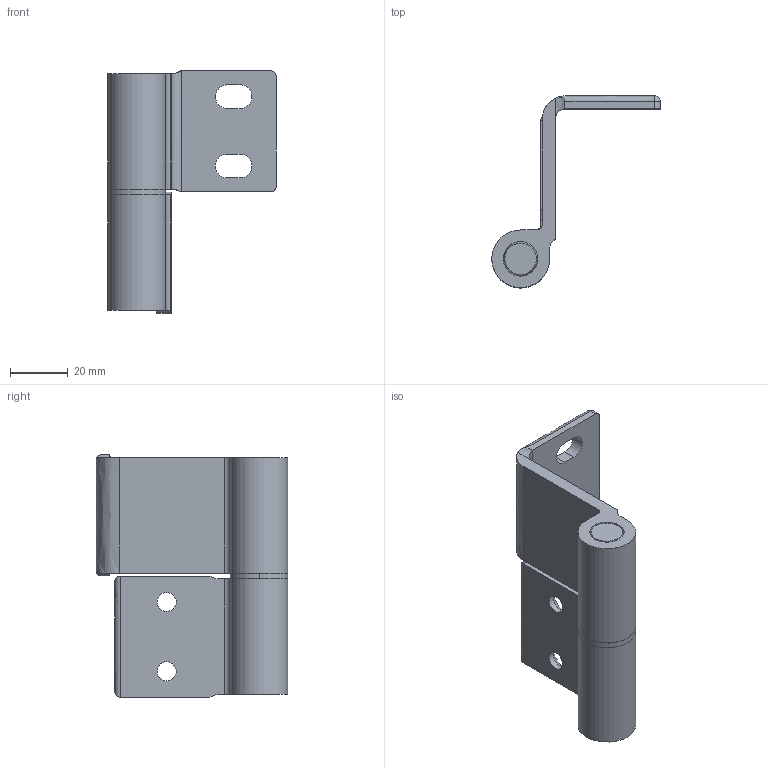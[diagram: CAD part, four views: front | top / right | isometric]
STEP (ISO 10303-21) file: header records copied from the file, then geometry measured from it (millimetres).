
FILE_DESCRIPTION((''),'2;1');
FILE_NAME('SZ8014N.stp','2009-10-20T10:11:11',(''),(''),'Mechanical Desktop 2007','Mechanical Desktop 2007',', , ');
FILE_SCHEMA(('CONFIG_CONTROL_DESIGN'));
Length unit declared in the file: millimetre
Products named in the file (2): DRAWING4; SZ8014N
Assembly tree (1 placements, depth 2):
  DRAWING4
    SZ8014N
Bounding box: 58.34 x 66.44 x 84 mm (x, y, z)
Volume: 49772.4 mm3; surface area: 24221.3 mm2
Topology: 4 solids, 4 shells, 80 faces, 202 edges, 128 vertices
Faces by surface type: bspline 80
Entity records: 3300 total; most frequent: CARTESIAN_POINT 1525, ORIENTED_EDGE 384, DIRECTION 272, EDGE_CURVE 192, VERTEX_POINT 126, VECTOR 100, LINE 100, EDGE_LOOP 100
